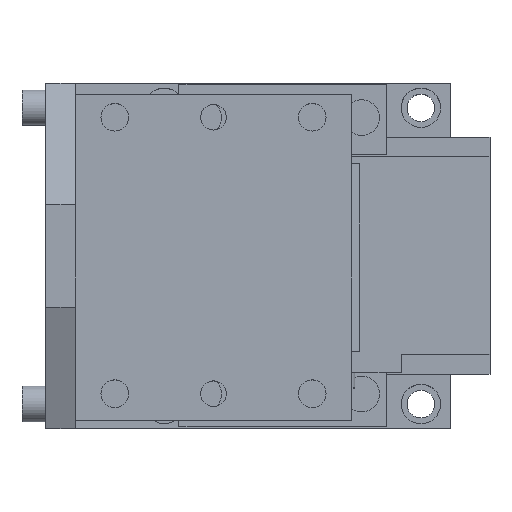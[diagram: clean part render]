
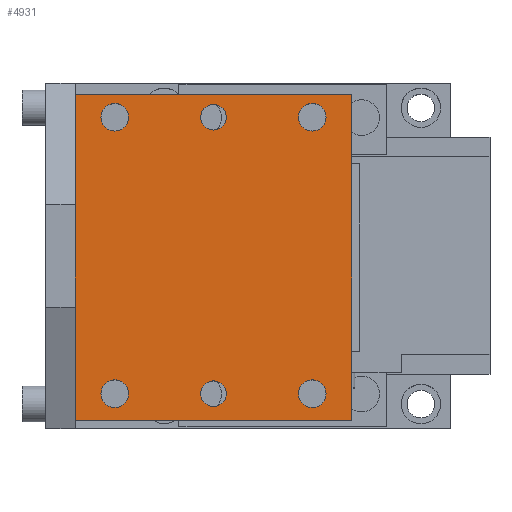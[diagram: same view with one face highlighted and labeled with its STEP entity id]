
A CAD part, top view. The second image highlights one B-rep face of the part: STEP entity #4931.
In plain terms, the highlighted planar face has unit normal (0, 0, 1).
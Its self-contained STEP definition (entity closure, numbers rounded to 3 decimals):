
#4303=CARTESIAN_POINT('Vertex',(140.,81.5,200.)) ;
#4306=CARTESIAN_POINT('Line Origine',(140.,-1.,200.)) ;
#4310=CARTESIAN_POINT('Vertex',(140.,-83.5,200.)) ;
#4684=CARTESIAN_POINT('Vertex',(0.,-83.5,200.)) ;
#4687=CARTESIAN_POINT('Line Origine',(0.,-1.,200.)) ;
#4691=CARTESIAN_POINT('Vertex',(0.,81.5,200.)) ;
#4795=CARTESIAN_POINT('Line Origine',(70.,81.5,200.)) ;
#4807=CARTESIAN_POINT('Axis2P3D Location',(0.,-83.5,200.)) ;
#4812=CARTESIAN_POINT('Line Origine',(70.,-83.5,200.)) ;
#4823=CARTESIAN_POINT('Axis2P3D Location',(70.,70.,200.)) ;
#4827=CARTESIAN_POINT('Vertex',(63.5,70.,200.)) ;
#4829=CARTESIAN_POINT('Vertex',(76.5,70.,200.)) ;
#4832=CARTESIAN_POINT('Axis2P3D Location',(70.,70.,200.)) ;
#4841=CARTESIAN_POINT('Axis2P3D Location',(20.,-70.,200.)) ;
#4845=CARTESIAN_POINT('Vertex',(13.,-70.,200.)) ;
#4847=CARTESIAN_POINT('Vertex',(27.,-70.,200.)) ;
#4850=CARTESIAN_POINT('Axis2P3D Location',(20.,-70.,200.)) ;
#4859=CARTESIAN_POINT('Axis2P3D Location',(20.,70.,200.)) ;
#4863=CARTESIAN_POINT('Vertex',(13.,70.,200.)) ;
#4865=CARTESIAN_POINT('Vertex',(27.,70.,200.)) ;
#4868=CARTESIAN_POINT('Axis2P3D Location',(20.,70.,200.)) ;
#4877=CARTESIAN_POINT('Axis2P3D Location',(70.,-70.,200.)) ;
#4881=CARTESIAN_POINT('Vertex',(63.5,-70.,200.)) ;
#4883=CARTESIAN_POINT('Vertex',(76.5,-70.,200.)) ;
#4886=CARTESIAN_POINT('Axis2P3D Location',(70.,-70.,200.)) ;
#4895=CARTESIAN_POINT('Axis2P3D Location',(120.,70.,200.)) ;
#4899=CARTESIAN_POINT('Vertex',(113.,70.,200.)) ;
#4901=CARTESIAN_POINT('Vertex',(127.,70.,200.)) ;
#4904=CARTESIAN_POINT('Axis2P3D Location',(120.,70.,200.)) ;
#4913=CARTESIAN_POINT('Axis2P3D Location',(120.,-70.,200.)) ;
#4917=CARTESIAN_POINT('Vertex',(113.,-70.,200.)) ;
#4919=CARTESIAN_POINT('Vertex',(127.,-70.,200.)) ;
#4922=CARTESIAN_POINT('Axis2P3D Location',(120.,-70.,200.)) ;
#4307=DIRECTION('Vector Direction',(0.,1.,0.)) ;
#4688=DIRECTION('Vector Direction',(0.,1.,0.)) ;
#4796=DIRECTION('Vector Direction',(1.,0.,0.)) ;
#4808=DIRECTION('Axis2P3D Direction',(0.,0.,-1.)) ;
#4809=DIRECTION('Axis2P3D XDirection',(0.,1.,0.)) ;
#4813=DIRECTION('Vector Direction',(1.,0.,0.)) ;
#4824=DIRECTION('Axis2P3D Direction',(0.,0.,-1.)) ;
#4833=DIRECTION('Axis2P3D Direction',(0.,0.,-1.)) ;
#4842=DIRECTION('Axis2P3D Direction',(0.,0.,-1.)) ;
#4851=DIRECTION('Axis2P3D Direction',(0.,0.,-1.)) ;
#4860=DIRECTION('Axis2P3D Direction',(0.,0.,-1.)) ;
#4869=DIRECTION('Axis2P3D Direction',(0.,0.,-1.)) ;
#4878=DIRECTION('Axis2P3D Direction',(0.,0.,-1.)) ;
#4887=DIRECTION('Axis2P3D Direction',(0.,0.,-1.)) ;
#4896=DIRECTION('Axis2P3D Direction',(0.,0.,-1.)) ;
#4905=DIRECTION('Axis2P3D Direction',(0.,0.,-1.)) ;
#4914=DIRECTION('Axis2P3D Direction',(0.,0.,-1.)) ;
#4923=DIRECTION('Axis2P3D Direction',(0.,0.,-1.)) ;
#4810=AXIS2_PLACEMENT_3D('Plane Axis2P3D',#4807,#4808,#4809) ;
#4825=AXIS2_PLACEMENT_3D('Circle Axis2P3D',#4823,#4824,$) ;
#4834=AXIS2_PLACEMENT_3D('Circle Axis2P3D',#4832,#4833,$) ;
#4843=AXIS2_PLACEMENT_3D('Circle Axis2P3D',#4841,#4842,$) ;
#4852=AXIS2_PLACEMENT_3D('Circle Axis2P3D',#4850,#4851,$) ;
#4861=AXIS2_PLACEMENT_3D('Circle Axis2P3D',#4859,#4860,$) ;
#4870=AXIS2_PLACEMENT_3D('Circle Axis2P3D',#4868,#4869,$) ;
#4879=AXIS2_PLACEMENT_3D('Circle Axis2P3D',#4877,#4878,$) ;
#4888=AXIS2_PLACEMENT_3D('Circle Axis2P3D',#4886,#4887,$) ;
#4897=AXIS2_PLACEMENT_3D('Circle Axis2P3D',#4895,#4896,$) ;
#4906=AXIS2_PLACEMENT_3D('Circle Axis2P3D',#4904,#4905,$) ;
#4915=AXIS2_PLACEMENT_3D('Circle Axis2P3D',#4913,#4914,$) ;
#4924=AXIS2_PLACEMENT_3D('Circle Axis2P3D',#4922,#4923,$) ;
#4818=ORIENTED_EDGE('',*,*,#4799,.F.) ;
#4819=ORIENTED_EDGE('',*,*,#4693,.T.) ;
#4820=ORIENTED_EDGE('',*,*,#4816,.T.) ;
#4821=ORIENTED_EDGE('',*,*,#4312,.F.) ;
#4838=ORIENTED_EDGE('',*,*,#4831,.F.) ;
#4839=ORIENTED_EDGE('',*,*,#4836,.F.) ;
#4856=ORIENTED_EDGE('',*,*,#4849,.F.) ;
#4857=ORIENTED_EDGE('',*,*,#4854,.F.) ;
#4874=ORIENTED_EDGE('',*,*,#4867,.F.) ;
#4875=ORIENTED_EDGE('',*,*,#4872,.F.) ;
#4892=ORIENTED_EDGE('',*,*,#4885,.F.) ;
#4893=ORIENTED_EDGE('',*,*,#4890,.F.) ;
#4910=ORIENTED_EDGE('',*,*,#4903,.F.) ;
#4911=ORIENTED_EDGE('',*,*,#4908,.F.) ;
#4928=ORIENTED_EDGE('',*,*,#4921,.F.) ;
#4929=ORIENTED_EDGE('',*,*,#4926,.F.) ;
#4840=FACE_BOUND('',#4837,.T.) ;
#4858=FACE_BOUND('',#4855,.T.) ;
#4876=FACE_BOUND('',#4873,.T.) ;
#4894=FACE_BOUND('',#4891,.T.) ;
#4912=FACE_BOUND('',#4909,.T.) ;
#4930=FACE_BOUND('',#4927,.T.) ;
#4308=VECTOR('Line Direction',#4307,1.) ;
#4689=VECTOR('Line Direction',#4688,1.) ;
#4797=VECTOR('Line Direction',#4796,1.) ;
#4814=VECTOR('Line Direction',#4813,1.) ;
#4931=ADVANCED_FACE('CAM DRIVER',(#4822,#4840,#4858,#4876,#4894,#4912,#4930),#4811,.F.) ;
#4826=CIRCLE('generated circle',#4825,6.5) ;
#4835=CIRCLE('generated circle',#4834,6.5) ;
#4844=CIRCLE('generated circle',#4843,7.) ;
#4853=CIRCLE('generated circle',#4852,7.) ;
#4862=CIRCLE('generated circle',#4861,7.) ;
#4871=CIRCLE('generated circle',#4870,7.) ;
#4880=CIRCLE('generated circle',#4879,6.5) ;
#4889=CIRCLE('generated circle',#4888,6.5) ;
#4898=CIRCLE('generated circle',#4897,7.) ;
#4907=CIRCLE('generated circle',#4906,7.) ;
#4916=CIRCLE('generated circle',#4915,7.) ;
#4925=CIRCLE('generated circle',#4924,7.) ;
#4312=EDGE_CURVE('',#4304,#4311,#4309,.F.) ;
#4693=EDGE_CURVE('',#4692,#4685,#4690,.F.) ;
#4799=EDGE_CURVE('',#4692,#4304,#4798,.T.) ;
#4816=EDGE_CURVE('',#4685,#4311,#4815,.T.) ;
#4831=EDGE_CURVE('',#4828,#4830,#4826,.F.) ;
#4836=EDGE_CURVE('',#4830,#4828,#4835,.F.) ;
#4849=EDGE_CURVE('',#4846,#4848,#4844,.F.) ;
#4854=EDGE_CURVE('',#4848,#4846,#4853,.F.) ;
#4867=EDGE_CURVE('',#4864,#4866,#4862,.F.) ;
#4872=EDGE_CURVE('',#4866,#4864,#4871,.F.) ;
#4885=EDGE_CURVE('',#4882,#4884,#4880,.F.) ;
#4890=EDGE_CURVE('',#4884,#4882,#4889,.F.) ;
#4903=EDGE_CURVE('',#4900,#4902,#4898,.F.) ;
#4908=EDGE_CURVE('',#4902,#4900,#4907,.F.) ;
#4921=EDGE_CURVE('',#4918,#4920,#4916,.F.) ;
#4926=EDGE_CURVE('',#4920,#4918,#4925,.F.) ;
#4817=EDGE_LOOP('',(#4818,#4819,#4820,#4821)) ;
#4837=EDGE_LOOP('',(#4838,#4839)) ;
#4855=EDGE_LOOP('',(#4856,#4857)) ;
#4873=EDGE_LOOP('',(#4874,#4875)) ;
#4891=EDGE_LOOP('',(#4892,#4893)) ;
#4909=EDGE_LOOP('',(#4910,#4911)) ;
#4927=EDGE_LOOP('',(#4928,#4929)) ;
#4822=FACE_OUTER_BOUND('',#4817,.T.) ;
#4309=LINE('Line',#4306,#4308) ;
#4690=LINE('Line',#4687,#4689) ;
#4798=LINE('Line',#4795,#4797) ;
#4815=LINE('Line',#4812,#4814) ;
#4811=PLANE('Plane',#4810) ;
#4304=VERTEX_POINT('',#4303) ;
#4311=VERTEX_POINT('',#4310) ;
#4685=VERTEX_POINT('',#4684) ;
#4692=VERTEX_POINT('',#4691) ;
#4828=VERTEX_POINT('',#4827) ;
#4830=VERTEX_POINT('',#4829) ;
#4846=VERTEX_POINT('',#4845) ;
#4848=VERTEX_POINT('',#4847) ;
#4864=VERTEX_POINT('',#4863) ;
#4866=VERTEX_POINT('',#4865) ;
#4882=VERTEX_POINT('',#4881) ;
#4884=VERTEX_POINT('',#4883) ;
#4900=VERTEX_POINT('',#4899) ;
#4902=VERTEX_POINT('',#4901) ;
#4918=VERTEX_POINT('',#4917) ;
#4920=VERTEX_POINT('',#4919) ;
